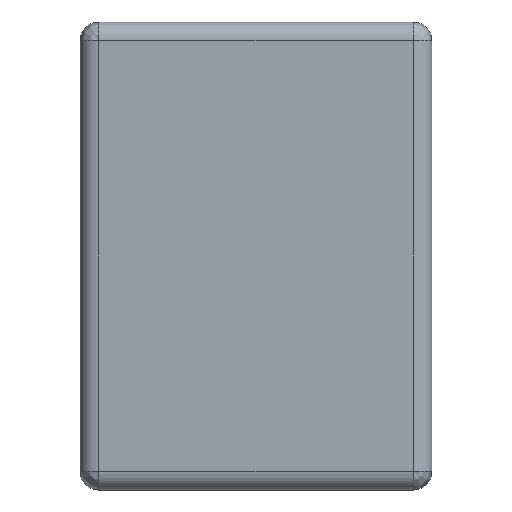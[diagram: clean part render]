
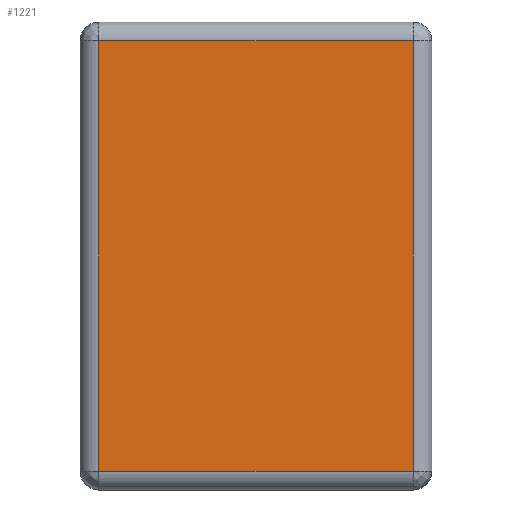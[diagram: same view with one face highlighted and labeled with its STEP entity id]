
A CAD part, left-side view. The second image highlights one B-rep face of the part: STEP entity #1221.
In plain terms, the highlighted planar face has unit normal (-1, 0, 0).
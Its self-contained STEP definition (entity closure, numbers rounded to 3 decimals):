
#77 = CARTESIAN_POINT ( 'NONE',  ( -1.005, 0.89, 0. ) ) ;
#140 = CARTESIAN_POINT ( 'NONE',  ( -1.005, 0.94, -0.625 ) ) ;
#149 = PLANE ( 'NONE',  #1270 ) ;
#169 = CARTESIAN_POINT ( 'NONE',  ( -1.005, 0.94, 0.575 ) ) ;
#173 = CARTESIAN_POINT ( 'NONE',  ( -1.005, 0.89, -0.575 ) ) ;
#184 = DIRECTION ( 'NONE',  ( 0., 0., 1. ) ) ;
#205 = CARTESIAN_POINT ( 'NONE',  ( -1.005, 0.05, -0.575 ) ) ;
#245 = DIRECTION ( 'NONE',  ( 1., 0., 0. ) ) ;
#258 = DIRECTION ( 'NONE',  ( 0., 0., -1. ) ) ;
#331 = FACE_OUTER_BOUND ( 'NONE', #913, .T. ) ;
#425 = VERTEX_POINT ( 'NONE', #1269 ) ;
#467 = VECTOR ( 'NONE', #934, 1000. ) ;
#483 = LINE ( 'NONE', #1079, #467 ) ;
#499 = EDGE_CURVE ( 'NONE', #425, #637, #696, .T. ) ;
#523 = CARTESIAN_POINT ( 'NONE',  ( -1.005, 0.94, -0.575 ) ) ;
#525 = CARTESIAN_POINT ( 'NONE',  ( -1.005, 0.05, 0.575 ) ) ;
#526 = DIRECTION ( 'NONE',  ( 0., 1., 0. ) ) ;
#529 = VECTOR ( 'NONE', #184, 1000. ) ;
#552 = DIRECTION ( 'NONE',  ( 0., -1., 0. ) ) ;
#610 = ORIENTED_EDGE ( 'NONE', *, *, #655, .F. ) ;
#637 = VERTEX_POINT ( 'NONE', #525 ) ;
#655 = EDGE_CURVE ( 'NONE', #918, #726, #750, .T. ) ;
#696 = LINE ( 'NONE', #169, #945 ) ;
#725 = EDGE_CURVE ( 'NONE', #726, #425, #1112, .T. ) ;
#726 = VERTEX_POINT ( 'NONE', #173 ) ;
#750 = LINE ( 'NONE', #523, #1029 ) ;
#913 = EDGE_LOOP ( 'NONE', ( #610, #1121, #1021, #1242 ) ) ;
#918 = VERTEX_POINT ( 'NONE', #205 ) ;
#934 = DIRECTION ( 'NONE',  ( 0., 0., -1. ) ) ;
#945 = VECTOR ( 'NONE', #552, 1000. ) ;
#1012 = EDGE_CURVE ( 'NONE', #637, #918, #483, .T. ) ;
#1021 = ORIENTED_EDGE ( 'NONE', *, *, #499, .F. ) ;
#1029 = VECTOR ( 'NONE', #526, 1000. ) ;
#1079 = CARTESIAN_POINT ( 'NONE',  ( -1.005, 0.05, -0.625 ) ) ;
#1112 = LINE ( 'NONE', #77, #529 ) ;
#1121 = ORIENTED_EDGE ( 'NONE', *, *, #1012, .F. ) ;
#1221 = ADVANCED_FACE ( 'NONE', ( #331 ), #149, .F. ) ;
#1242 = ORIENTED_EDGE ( 'NONE', *, *, #725, .F. ) ;
#1269 = CARTESIAN_POINT ( 'NONE',  ( -1.005, 0.89, 0.575 ) ) ;
#1270 = AXIS2_PLACEMENT_3D ( 'NONE', #140, #245, #258 ) ;
